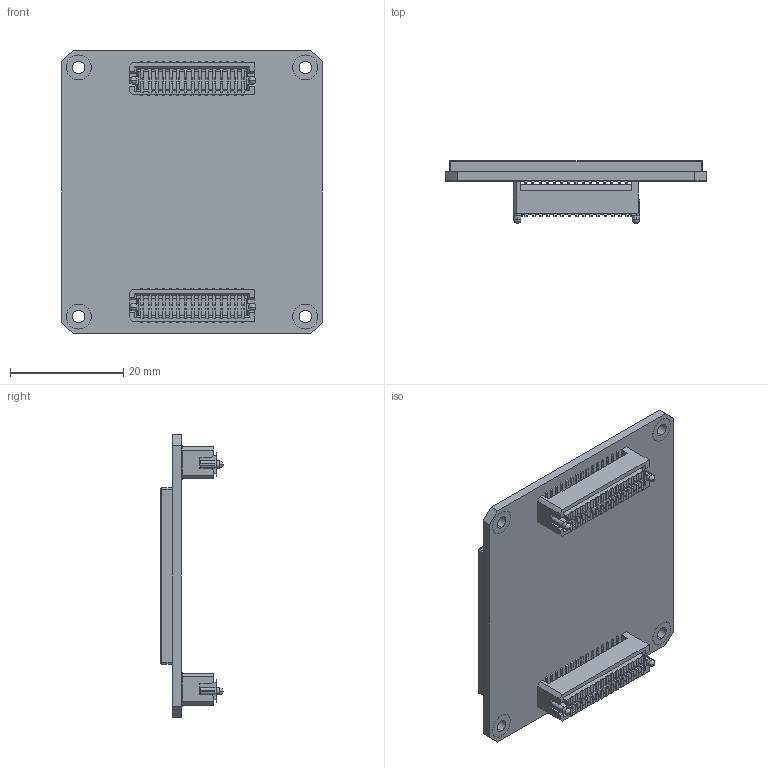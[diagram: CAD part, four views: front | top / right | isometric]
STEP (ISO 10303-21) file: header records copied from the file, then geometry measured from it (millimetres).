
FILE_DESCRIPTION (( 'STEP AP214' ), '1' );
FILE_NAME ('MCUStacker_Preliminary.STEP', '2020-09-23T18:14:47', ( '' ), ( '' ), 'SwSTEP 2.0', 'SolidWorks 2018', '' );
FILE_SCHEMA (( 'AUTOMOTIVE_DESIGN' ));
Length unit declared in the file: millimetre
Products named in the file (4): SFM-115-02-L-D-A-K-TR; TFM-115-02-L-D-A-K-TR; Part2^MCUStacker_Dummy; MCUStacker_Preliminary
Assembly tree (5 placements, depth 2):
  MCUStacker_Preliminary
    SFM-115-02-L-D-A-K-TR  x2
    TFM-115-02-L-D-A-K-TR  x2
    Part2^MCUStacker_Dummy
Bounding box: 46 x 11.03 x 50 mm (x, y, z)
Volume: 6416.5 mm3; surface area: 8366 mm2
Topology: 1 solids, 129 shells, 1567 faces, 4506 edges, 3002 vertices
Faces by surface type: plane 1135, cylinder 412, sphere 20
Entity records: 34859 total; most frequent: CARTESIAN_POINT 4674, DIRECTION 4423, ORIENTED_EDGE 4174, EDGE_CURVE 2309, LINE 1839, VECTOR 1839, VERTEX_POINT 1543, AXIS2_PLACEMENT_3D 1292
